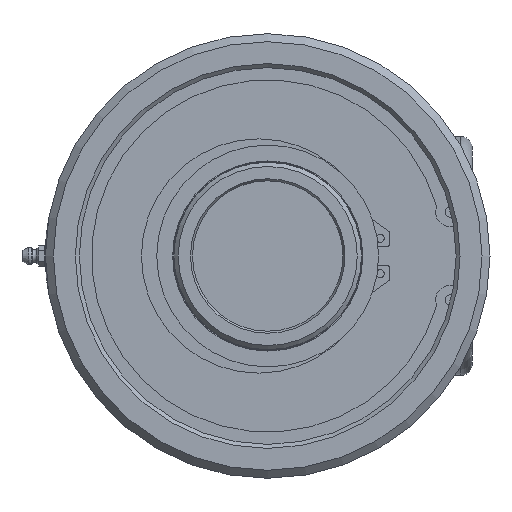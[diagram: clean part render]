
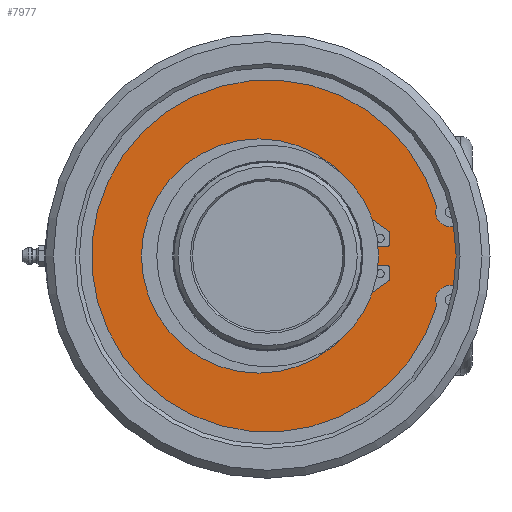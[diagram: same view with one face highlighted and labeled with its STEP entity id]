
A CAD part, left-side view. The second image highlights one B-rep face of the part: STEP entity #7977.
In plain terms, the highlighted planar face has unit normal (-1, 0, 0).
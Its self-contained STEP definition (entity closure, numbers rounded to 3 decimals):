
#102=FACE_BOUND('',#2758,.T.);
#103=FACE_BOUND('',#2759,.T.);
#819=LINE('',#50213,#1230);
#824=LINE('',#50231,#1235);
#833=LINE('',#50265,#1244);
#845=LINE('',#50322,#1256);
#849=LINE('',#50335,#1260);
#854=LINE('',#50348,#1265);
#859=LINE('',#50366,#1270);
#861=LINE('',#50370,#1272);
#1230=VECTOR('',#9621,10.);
#1235=VECTOR('',#9636,10.);
#1244=VECTOR('',#9673,10.);
#1256=VECTOR('',#9731,10.);
#1260=VECTOR('',#9745,10.);
#1265=VECTOR('',#9760,10.);
#1270=VECTOR('',#9783,10.);
#1272=VECTOR('',#9787,10.);
#2256=FACE_OUTER_BOUND('',#2757,.T.);
#2757=EDGE_LOOP('',(#7274,#7275,#7276,#7277,#7278,#7279));
#2758=EDGE_LOOP('',(#7280,#7281,#7282,#7283,#7284,#7285,#7286,#7287,#7288,
#7289,#7290,#7291,#7292,#7293,#7294,#7295));
#2759=EDGE_LOOP('',(#7296,#7297));
#2938=CIRCLE('',#8364,5.779);
#2939=CIRCLE('',#8366,70.587);
#2940=CIRCLE('',#8368,5.779);
#2956=CIRCLE('',#8390,1.058);
#2958=CIRCLE('',#8393,41.364);
#2960=CIRCLE('',#8396,1.058);
#2961=CIRCLE('',#8398,1.058);
#2962=CIRCLE('',#8401,1.058);
#2963=CIRCLE('',#8403,1.058);
#2964=CIRCLE('',#8406,1.058);
#2965=CIRCLE('',#8408,1.058);
#2966=CIRCLE('',#8411,1.058);
#2967=CIRCLE('',#8413,46.952);
#3037=CIRCLE('',#8541,40.3);
#3038=CIRCLE('',#8542,40.3);
#3078=CIRCLE('',#8615,80.95);
#3660=VERTEX_POINT('',#50210);
#3661=VERTEX_POINT('',#50212);
#3665=VERTEX_POINT('',#50228);
#3666=VERTEX_POINT('',#50230);
#3667=VERTEX_POINT('',#50234);
#3668=VERTEX_POINT('',#50238);
#3676=VERTEX_POINT('',#50262);
#3677=VERTEX_POINT('',#50264);
#3694=VERTEX_POINT('',#50301);
#3695=VERTEX_POINT('',#50303);
#3697=VERTEX_POINT('',#50309);
#3698=VERTEX_POINT('',#50316);
#3699=VERTEX_POINT('',#50320);
#3700=VERTEX_POINT('',#50324);
#3701=VERTEX_POINT('',#50328);
#3702=VERTEX_POINT('',#50329);
#3703=VERTEX_POINT('',#50334);
#3704=VERTEX_POINT('',#50338);
#3705=VERTEX_POINT('',#50342);
#3706=VERTEX_POINT('',#50344);
#3707=VERTEX_POINT('',#50350);
#3708=VERTEX_POINT('',#50352);
#3797=VERTEX_POINT('',#51011);
#3798=VERTEX_POINT('',#51012);
#4709=EDGE_CURVE('',#3661,#3660,#819,.T.);
#4717=EDGE_CURVE('',#3666,#3665,#824,.T.);
#4719=EDGE_CURVE('',#3665,#3667,#2938,.T.);
#4721=EDGE_CURVE('',#3667,#3668,#2939,.T.);
#4723=EDGE_CURVE('',#3668,#3661,#2940,.T.);
#4733=EDGE_CURVE('',#3677,#3676,#833,.T.);
#4752=EDGE_CURVE('',#3695,#3694,#2956,.T.);
#4756=EDGE_CURVE('',#3694,#3697,#2958,.T.);
#4758=EDGE_CURVE('',#3697,#3677,#2960,.T.);
#4759=EDGE_CURVE('',#3676,#3698,#2961,.T.);
#4762=EDGE_CURVE('',#3698,#3699,#845,.T.);
#4763=EDGE_CURVE('',#3699,#3700,#2962,.T.);
#4765=EDGE_CURVE('',#3701,#3702,#2963,.T.);
#4768=EDGE_CURVE('',#3703,#3701,#849,.T.);
#4770=EDGE_CURVE('',#3704,#3703,#2964,.T.);
#4773=EDGE_CURVE('',#3706,#3705,#2965,.T.);
#4775=EDGE_CURVE('',#3705,#3704,#854,.T.);
#4777=EDGE_CURVE('',#3708,#3707,#2966,.T.);
#4779=EDGE_CURVE('',#3707,#3706,#2967,.T.);
#4784=EDGE_CURVE('',#3700,#3708,#859,.T.);
#4786=EDGE_CURVE('',#3702,#3695,#861,.T.);
#4918=EDGE_CURVE('',#3797,#3798,#3037,.T.);
#4919=EDGE_CURVE('',#3798,#3797,#3038,.T.);
#5010=EDGE_CURVE('',#3666,#3660,#3078,.T.);
#7274=ORIENTED_EDGE('',*,*,#4709,.T.);
#7275=ORIENTED_EDGE('',*,*,#5010,.F.);
#7276=ORIENTED_EDGE('',*,*,#4717,.T.);
#7277=ORIENTED_EDGE('',*,*,#4719,.T.);
#7278=ORIENTED_EDGE('',*,*,#4721,.T.);
#7279=ORIENTED_EDGE('',*,*,#4723,.T.);
#7280=ORIENTED_EDGE('',*,*,#4777,.T.);
#7281=ORIENTED_EDGE('',*,*,#4779,.T.);
#7282=ORIENTED_EDGE('',*,*,#4773,.T.);
#7283=ORIENTED_EDGE('',*,*,#4775,.T.);
#7284=ORIENTED_EDGE('',*,*,#4770,.T.);
#7285=ORIENTED_EDGE('',*,*,#4768,.T.);
#7286=ORIENTED_EDGE('',*,*,#4765,.T.);
#7287=ORIENTED_EDGE('',*,*,#4786,.T.);
#7288=ORIENTED_EDGE('',*,*,#4752,.T.);
#7289=ORIENTED_EDGE('',*,*,#4756,.T.);
#7290=ORIENTED_EDGE('',*,*,#4758,.T.);
#7291=ORIENTED_EDGE('',*,*,#4733,.T.);
#7292=ORIENTED_EDGE('',*,*,#4759,.T.);
#7293=ORIENTED_EDGE('',*,*,#4762,.T.);
#7294=ORIENTED_EDGE('',*,*,#4763,.T.);
#7295=ORIENTED_EDGE('',*,*,#4784,.T.);
#7296=ORIENTED_EDGE('',*,*,#4918,.T.);
#7297=ORIENTED_EDGE('',*,*,#4919,.T.);
#7537=PLANE('',#8614);
#7977=ADVANCED_FACE('',(#2256,#102,#103),#7537,.T.);
#8364=AXIS2_PLACEMENT_3D('',#50235,#9640,#9641);
#8366=AXIS2_PLACEMENT_3D('',#50239,#9645,#9646);
#8368=AXIS2_PLACEMENT_3D('',#50242,#9650,#9651);
#8390=AXIS2_PLACEMENT_3D('',#50304,#9707,#9708);
#8393=AXIS2_PLACEMENT_3D('',#50311,#9715,#9716);
#8396=AXIS2_PLACEMENT_3D('',#50314,#9721,#9722);
#8398=AXIS2_PLACEMENT_3D('',#50317,#9725,#9726);
#8401=AXIS2_PLACEMENT_3D('',#50325,#9734,#9735);
#8403=AXIS2_PLACEMENT_3D('',#50330,#9739,#9740);
#8406=AXIS2_PLACEMENT_3D('',#50339,#9749,#9750);
#8408=AXIS2_PLACEMENT_3D('',#50345,#9755,#9756);
#8411=AXIS2_PLACEMENT_3D('',#50353,#9764,#9765);
#8413=AXIS2_PLACEMENT_3D('',#50356,#9769,#9770);
#8541=AXIS2_PLACEMENT_3D('',#51013,#10068,#10069);
#8542=AXIS2_PLACEMENT_3D('',#51014,#10070,#10071);
#8614=AXIS2_PLACEMENT_3D('',#51779,#10235,#10236);
#8615=AXIS2_PLACEMENT_3D('',#51780,#10237,#10238);
#9621=DIRECTION('',(0.,-1.,0.));
#9636=DIRECTION('',(0.,1.,0.));
#9640=DIRECTION('center_axis',(1.,0.,0.));
#9641=DIRECTION('ref_axis',(0.,-0.923,-0.384));
#9645=DIRECTION('center_axis',(-1.,0.,0.));
#9646=DIRECTION('ref_axis',(0.,-0.96,0.28));
#9650=DIRECTION('center_axis',(1.,0.,0.));
#9651=DIRECTION('ref_axis',(0.,0.,-1.));
#9673=DIRECTION('',(0.,-1.,0.));
#9707=DIRECTION('center_axis',(1.,0.,0.));
#9708=DIRECTION('ref_axis',(0.,0.664,-0.747));
#9715=DIRECTION('center_axis',(-1.,0.,0.));
#9716=DIRECTION('ref_axis',(0.,0.996,-0.095));
#9721=DIRECTION('center_axis',(1.,0.,0.));
#9722=DIRECTION('ref_axis',(0.,0.664,0.747));
#9725=DIRECTION('center_axis',(1.,0.,0.));
#9726=DIRECTION('ref_axis',(0.,-0.707,0.707));
#9731=DIRECTION('',(0.,0.,-1.));
#9734=DIRECTION('center_axis',(1.,0.,0.));
#9735=DIRECTION('ref_axis',(0.,-0.887,-0.461));
#9739=DIRECTION('center_axis',(1.,0.,0.));
#9740=DIRECTION('ref_axis',(0.,-0.707,-0.707));
#9745=DIRECTION('',(0.,0.,-1.));
#9749=DIRECTION('center_axis',(1.,0.,0.));
#9750=DIRECTION('ref_axis',(0.,-0.887,0.461));
#9755=DIRECTION('center_axis',(-1.,0.,0.));
#9756=DIRECTION('ref_axis',(0.,0.795,-0.606));
#9760=DIRECTION('',(0.,-0.819,-0.574));
#9764=DIRECTION('center_axis',(-1.,0.,0.));
#9765=DIRECTION('ref_axis',(0.,0.795,0.606));
#9769=DIRECTION('center_axis',(1.,0.,0.));
#9770=DIRECTION('ref_axis',(0.,-0.944,0.329));
#9783=DIRECTION('',(0.,0.819,-0.574));
#9787=DIRECTION('',(0.,1.,0.));
#10068=DIRECTION('center_axis',(1.,0.,0.));
#10069=DIRECTION('ref_axis',(0.,1.,0.));
#10070=DIRECTION('center_axis',(1.,0.,0.));
#10071=DIRECTION('ref_axis',(0.,1.,0.));
#10235=DIRECTION('center_axis',(-1.,0.,0.));
#10236=DIRECTION('ref_axis',(0.,0.,1.));
#10237=DIRECTION('center_axis',(1.,0.,0.));
#10238=DIRECTION('ref_axis',(0.,1.,0.));
#50210=CARTESIAN_POINT('',(10.86,-80.086,-11.798));
#50212=CARTESIAN_POINT('',(10.86,-73.088,-11.798));
#50213=CARTESIAN_POINT('',(10.86,-9.18,-11.798));
#50228=CARTESIAN_POINT('',(10.86,-73.088,11.798));
#50230=CARTESIAN_POINT('',(10.86,-80.086,11.798));
#50231=CARTESIAN_POINT('',(10.86,-5.681,11.798));
#50234=CARTESIAN_POINT('',(10.86,-67.753,19.798));
#50235=CARTESIAN_POINT('Origin',(10.86,-73.088,17.577));
#50238=CARTESIAN_POINT('',(10.86,-67.753,-19.798));
#50239=CARTESIAN_POINT('Origin',(10.86,0.,0.));
#50242=CARTESIAN_POINT('Origin',(10.86,-73.088,-17.577));
#50262=CARTESIAN_POINT('',(10.86,-47.943,-3.912));
#50264=CARTESIAN_POINT('',(10.86,-42.13,-3.912));
#50265=CARTESIAN_POINT('',(10.86,6.362,-3.912));
#50301=CARTESIAN_POINT('',(10.86,-41.079,4.846));
#50303=CARTESIAN_POINT('',(10.86,-42.13,3.912));
#50304=CARTESIAN_POINT('Origin',(10.86,-42.13,4.97));
#50309=CARTESIAN_POINT('',(10.86,-41.079,-4.846));
#50311=CARTESIAN_POINT('Origin',(10.86,0.,0.));
#50314=CARTESIAN_POINT('Origin',(10.86,-42.13,-4.97));
#50316=CARTESIAN_POINT('',(10.86,-49.002,-4.97));
#50317=CARTESIAN_POINT('Origin',(10.86,-47.943,-4.97));
#50320=CARTESIAN_POINT('',(10.86,-49.002,-9.076));
#50322=CARTESIAN_POINT('',(10.86,-49.002,-4.813));
#50324=CARTESIAN_POINT('',(10.86,-48.551,-9.943));
#50325=CARTESIAN_POINT('Origin',(10.86,-47.943,-9.076));
#50328=CARTESIAN_POINT('',(10.86,-49.002,4.97));
#50329=CARTESIAN_POINT('',(10.86,-47.943,3.912));
#50330=CARTESIAN_POINT('Origin',(10.86,-47.943,4.97));
#50334=CARTESIAN_POINT('',(10.86,-49.002,9.076));
#50335=CARTESIAN_POINT('',(10.86,-49.002,1.956));
#50338=CARTESIAN_POINT('',(10.86,-48.551,9.943));
#50339=CARTESIAN_POINT('Origin',(10.86,-47.943,9.076));
#50342=CARTESIAN_POINT('',(10.86,-40.952,15.27));
#50344=CARTESIAN_POINT('',(10.86,-40.563,15.781));
#50345=CARTESIAN_POINT('Origin',(10.86,-41.559,16.137));
#50348=CARTESIAN_POINT('',(10.86,-14.146,34.064));
#50350=CARTESIAN_POINT('',(10.86,-40.563,-15.781));
#50352=CARTESIAN_POINT('',(10.86,-40.952,-15.27));
#50353=CARTESIAN_POINT('Origin',(10.86,-41.559,-16.137));
#50356=CARTESIAN_POINT('Origin',(10.86,3.658,0.));
#50366=CARTESIAN_POINT('',(10.86,-9.982,-36.983));
#50370=CARTESIAN_POINT('',(10.86,10.273,3.912));
#51011=CARTESIAN_POINT('',(10.86,40.3,0.));
#51012=CARTESIAN_POINT('',(10.86,-40.3,0.));
#51013=CARTESIAN_POINT('Origin',(10.86,0.,0.));
#51014=CARTESIAN_POINT('Origin',(10.86,0.,0.));
#51779=CARTESIAN_POINT('Origin',(10.86,61.725,0.));
#51780=CARTESIAN_POINT('Origin',(10.86,0.,0.));
